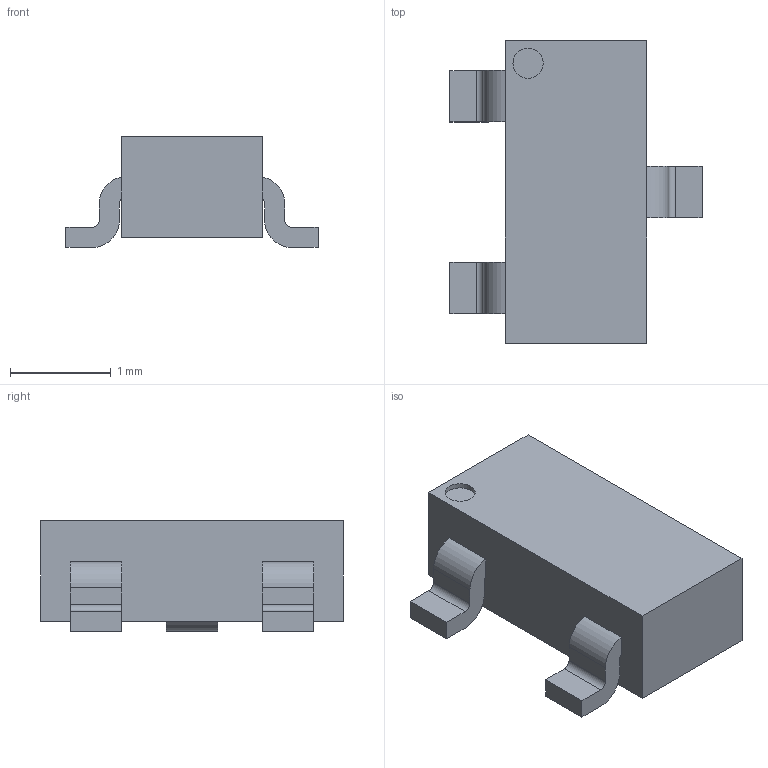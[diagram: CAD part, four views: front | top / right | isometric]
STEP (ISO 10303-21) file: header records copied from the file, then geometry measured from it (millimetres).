
FILE_DESCRIPTION(/* description */ (''),/* implementation_level */ '2;1');
FILE_NAME(/* name */ 'sot23_1605093677605.stp',/* time_stamp */ '2020-11-11T11:21:20+00:00',/* author */ (''),/* organization */ (''),/* preprocessor_version */ 'ST-DEVELOPER v18.1',/* originating_system */ 'ASM',/* authorisation */ '');
FILE_SCHEMA (('AUTOMOTIVE_DESIGN { 1 0 10303 214 3 1 1 }'));
Length unit declared in the file: millimetre
Products named in the file (1): sot23_1605093677605
Bounding box: 2.5 x 3 x 1.1 mm (x, y, z)
Volume: 4.5 mm3; surface area: 21.1 mm2
Topology: 1 solids, 1 shells, 41 faces, 105 edges, 70 vertices
Faces by surface type: plane 28, cylinder 13
Full cylindrical faces by diameter (mm): 0.3 x1
Entity records: 1324 total; most frequent: CARTESIAN_POINT 217, DIRECTION 215, ORIENTED_EDGE 210, EDGE_CURVE 105, LINE 79, VECTOR 79, VERTEX_POINT 70, AXIS2_PLACEMENT_3D 68
